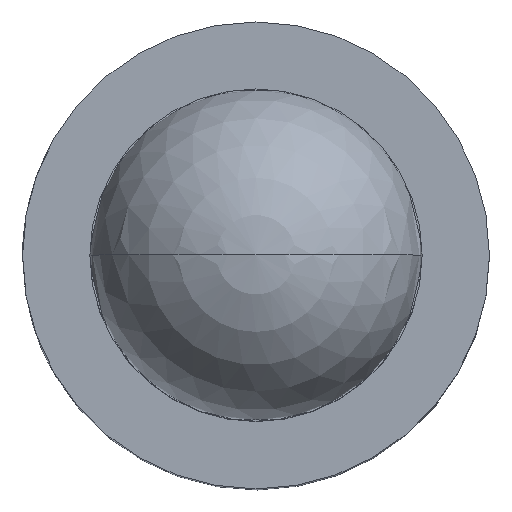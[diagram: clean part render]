
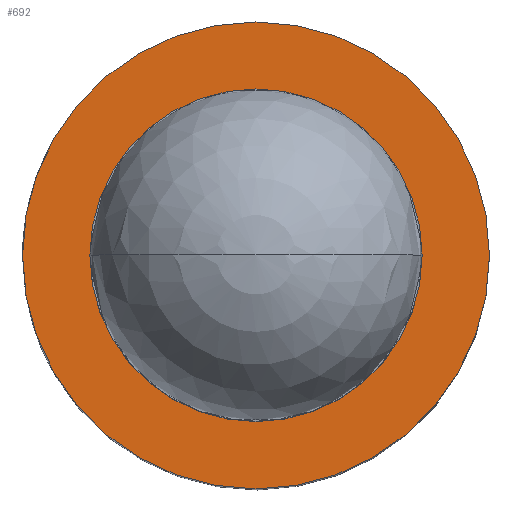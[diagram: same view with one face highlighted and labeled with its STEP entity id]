
A CAD part, top view. The second image highlights one B-rep face of the part: STEP entity #692.
In plain terms, the highlighted planar face has unit normal (0, 0, 1).
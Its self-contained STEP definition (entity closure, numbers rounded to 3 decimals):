
#516=CARTESIAN_POINT('',(-3.57,0.,9.525));
#517=VERTEX_POINT('',#516);
#526=CARTESIAN_POINT('',(3.57,0.0,9.525));
#527=VERTEX_POINT('',#526);
#528=CARTESIAN_POINT('',(0.0,0.0,9.525));
#529=DIRECTION('',(0.0,0.0,-1.0));
#530=DIRECTION('',(-1.0,0.0,0.0));
#531=AXIS2_PLACEMENT_3D('',#528,#529,#530);
#532=CIRCLE('',#531,3.57);
#533=EDGE_CURVE('',#517,#527,#532,.T.);
#673=CARTESIAN_POINT('',(0.0,0.0,9.525));
#674=DIRECTION('',(0.0,0.0,-1.0));
#675=DIRECTION('',(-1.0,0.0,0.0));
#676=AXIS2_PLACEMENT_3D('',#673,#674,#675);
#677=CIRCLE('',#676,3.57);
#678=EDGE_CURVE('',#527,#517,#677,.T.);
#683=CARTESIAN_POINT('',(0.0,0.0,9.525));
#684=DIRECTION('',(0.0,0.0,1.0));
#685=DIRECTION('',(-1.0,0.0,0.0));
#686=AXIS2_PLACEMENT_3D('',#683,#684,#685);
#687=PLANE('',#686);
#688=ORIENTED_EDGE('',*,*,#533,.F.);
#689=ORIENTED_EDGE('',*,*,#678,.F.);
#690=EDGE_LOOP('',(#688,#689));
#691=FACE_OUTER_BOUND('',#690,.T.);
#692=ADVANCED_FACE('',(#691),#687,.T.);
